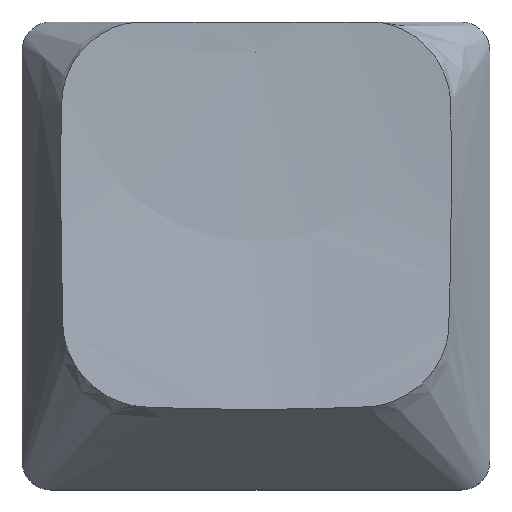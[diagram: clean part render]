
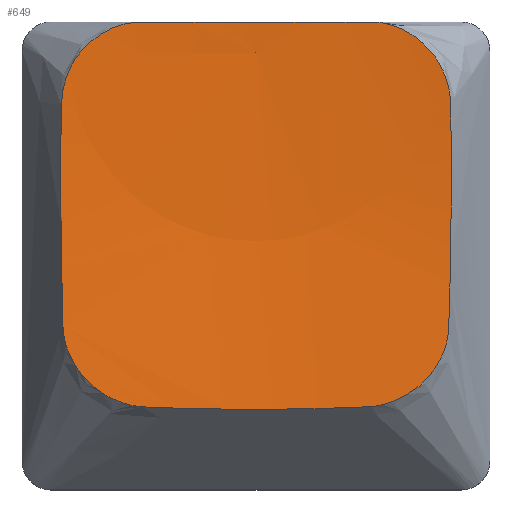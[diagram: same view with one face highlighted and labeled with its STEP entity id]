
A CAD part, top view. The second image highlights one B-rep face of the part: STEP entity #649.
In plain terms, the highlighted spherical face has radius 75 mm.
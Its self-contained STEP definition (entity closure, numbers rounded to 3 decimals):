
#17=SPHERICAL_SURFACE('',#701,75.);
#19=B_SPLINE_CURVE_WITH_KNOTS('',3,(#1122,#1123,#1124,#1125,#1126,#1127,
#1128,#1129,#1130,#1131,#1132,#1133,#1134,#1135,#1136,#1137,#1138,#1139,
#1140,#1141,#1142,#1143,#1144,#1145,#1146,#1147,#1148,#1149,#1150,#1151,
#1152,#1153,#1154,#1155,#1156,#1157,#1158,#1159,#1160,#1161,#1162,#1163,
#1164,#1165,#1166,#1167,#1168,#1169,#1170,#1171,#1172,#1173,#1174,#1175,
#1176,#1177,#1178,#1179,#1180,#1181,#1182,#1183,#1184,#1185,#1186),
 .UNSPECIFIED.,.F.,.F.,(4,3,2,2,2,2,2,2,2,2,2,2,2,2,2,2,2,2,2,2,2,2,2,2,
2,2,2,2,2,2,2,4),(-0.016,0.,0.092,0.167,
0.215,0.271,0.378,0.493,
0.657,1.075,1.145,1.404,1.629,
1.853,2.109,2.443,2.662,3.556,
4.579,4.784,4.96,5.077,5.236,
5.362,5.416,5.481,5.533,5.579,
5.6,5.642,5.73,5.747),
 .UNSPECIFIED.);
#20=B_SPLINE_CURVE_WITH_KNOTS('',3,(#1187,#1188,#1189,#1190,#1191,#1192,
#1193,#1194,#1195,#1196,#1197,#1198,#1199,#1200,#1201,#1202,#1203,#1204,
#1205,#1206,#1207,#1208),.UNSPECIFIED.,.F.,.F.,(4,2,2,2,2,2,2,2,2,2,4),
(5.747,5.775,5.82,5.909,5.958,
5.97,6.012,6.177,6.283,6.443,
6.493),.UNSPECIFIED.);
#26=CIRCLE('',#702,75.);
#67=FACE_OUTER_BOUND('',#105,.T.);
#105=EDGE_LOOP('',(#491,#492,#493,#494));
#296=VERTEX_POINT('',#1120);
#297=VERTEX_POINT('',#1121);
#298=VERTEX_POINT('',#1209);
#371=EDGE_CURVE('',#296,#297,#19,.T.);
#372=EDGE_CURVE('',#297,#296,#20,.T.);
#373=EDGE_CURVE('',#298,#297,#26,.T.);
#491=ORIENTED_EDGE('',*,*,#371,.F.);
#492=ORIENTED_EDGE('',*,*,#372,.F.);
#493=ORIENTED_EDGE('',*,*,#373,.F.);
#494=ORIENTED_EDGE('',*,*,#373,.T.);
#649=ADVANCED_FACE('',(#67),#17,.F.);
#701=AXIS2_PLACEMENT_3D('',#1119,#810,#811);
#702=AXIS2_PLACEMENT_3D('',#1210,#812,#813);
#810=DIRECTION('center_axis',(0.,0.,1.));
#811=DIRECTION('ref_axis',(1.,0.,0.));
#812=DIRECTION('center_axis',(0.,1.,0.));
#813=DIRECTION('ref_axis',(-1.,0.,0.));
#1119=CARTESIAN_POINT('Origin',(0.,7.072,78.008));
#1120=CARTESIAN_POINT('',(3.99,8.15,3.122));
#1121=CARTESIAN_POINT('',(-6.134,7.072,3.259));
#1122=CARTESIAN_POINT('Ctrl Pts',(3.99,8.15,3.122));
#1123=CARTESIAN_POINT('Ctrl Pts',(4.051,8.15,3.125));
#1124=CARTESIAN_POINT('Ctrl Pts',(4.109,8.148,3.128));
#1125=CARTESIAN_POINT('Ctrl Pts',(4.164,8.144,3.131));
#1126=CARTESIAN_POINT('Ctrl Pts',(4.469,8.122,3.148));
#1127=CARTESIAN_POINT('Ctrl Pts',(4.768,8.044,3.165));
#1128=CARTESIAN_POINT('Ctrl Pts',(5.276,7.817,3.197));
#1129=CARTESIAN_POINT('Ctrl Pts',(5.492,7.683,3.211));
#1130=CARTESIAN_POINT('Ctrl Pts',(5.814,7.421,3.234));
#1131=CARTESIAN_POINT('Ctrl Pts',(5.933,7.307,3.243));
#1132=CARTESIAN_POINT('Ctrl Pts',(6.168,7.04,3.262));
#1133=CARTESIAN_POINT('Ctrl Pts',(6.28,6.884,3.272));
#1134=CARTESIAN_POINT('Ctrl Pts',(6.562,6.403,3.298));
#1135=CARTESIAN_POINT('Ctrl Pts',(6.689,6.053,3.313));
#1136=CARTESIAN_POINT('Ctrl Pts',(6.804,5.296,3.337));
#1137=CARTESIAN_POINT('Ctrl Pts',(6.791,4.594,3.356));
#1138=CARTESIAN_POINT('Ctrl Pts',(6.803,3.626,3.395));
#1139=CARTESIAN_POINT('Ctrl Pts',(6.804,3.053,3.423));
#1140=CARTESIAN_POINT('Ctrl Pts',(6.798,1.016,3.548));
#1141=CARTESIAN_POINT('Ctrl Pts',(6.772,-0.457,3.68));
#1142=CARTESIAN_POINT('Ctrl Pts',(6.734,-2.179,3.886));
#1143=CARTESIAN_POINT('Ctrl Pts',(6.73,-2.375,3.911));
#1144=CARTESIAN_POINT('Ctrl Pts',(6.717,-2.727,3.955));
#1145=CARTESIAN_POINT('Ctrl Pts',(6.662,-3.004,3.987));
#1146=CARTESIAN_POINT('Ctrl Pts',(6.483,-3.499,4.04));
#1147=CARTESIAN_POINT('Ctrl Pts',(6.37,-3.719,4.062));
#1148=CARTESIAN_POINT('Ctrl Pts',(6.092,-4.128,4.099));
#1149=CARTESIAN_POINT('Ctrl Pts',(5.929,-4.315,4.115));
#1150=CARTESIAN_POINT('Ctrl Pts',(5.533,-4.672,4.14));
#1151=CARTESIAN_POINT('Ctrl Pts',(5.296,-4.833,4.148));
#1152=CARTESIAN_POINT('Ctrl Pts',(4.705,-5.125,4.155));
#1153=CARTESIAN_POINT('Ctrl Pts',(4.339,-5.23,4.15));
#1154=CARTESIAN_POINT('Ctrl Pts',(3.719,-5.279,4.125));
#1155=CARTESIAN_POINT('Ctrl Pts',(3.109,-5.293,4.099));
#1156=CARTESIAN_POINT('Ctrl Pts',(1.824,-5.332,4.056));
#1157=CARTESIAN_POINT('Ctrl Pts',(0.786,-5.346,4.04));
#1158=CARTESIAN_POINT('Ctrl Pts',(-1.445,-5.34,4.047));
#1159=CARTESIAN_POINT('Ctrl Pts',(-2.64,-5.315,4.076));
#1160=CARTESIAN_POINT('Ctrl Pts',(-4.078,-5.257,4.141));
#1161=CARTESIAN_POINT('Ctrl Pts',(-4.284,-5.245,4.15));
#1162=CARTESIAN_POINT('Ctrl Pts',(-5.016,-4.995,4.155));
#1163=CARTESIAN_POINT('Ctrl Pts',(-5.334,-4.819,4.148));
#1164=CARTESIAN_POINT('Ctrl Pts',(-5.8,-4.442,4.124));
#1165=CARTESIAN_POINT('Ctrl Pts',(-5.97,-4.27,4.111));
#1166=CARTESIAN_POINT('Ctrl Pts',(-6.319,-3.821,4.072));
#1167=CARTESIAN_POINT('Ctrl Pts',(-6.478,-3.53,4.044));
#1168=CARTESIAN_POINT('Ctrl Pts',(-6.668,-2.971,3.983));
#1169=CARTESIAN_POINT('Ctrl Pts',(-6.718,-2.712,3.953));
#1170=CARTESIAN_POINT('Ctrl Pts',(-6.731,-2.34,3.906));
#1171=CARTESIAN_POINT('Ctrl Pts',(-6.742,-1.834,3.842));
#1172=CARTESIAN_POINT('Ctrl Pts',(-6.772,-0.335,
3.678));
#1173=CARTESIAN_POINT('Ctrl Pts',(-6.786,0.491,3.602));
#1174=CARTESIAN_POINT('Ctrl Pts',(-6.802,1.987,3.487));
#1175=CARTESIAN_POINT('Ctrl Pts',(-6.805,2.657,3.445));
#1176=CARTESIAN_POINT('Ctrl Pts',(-6.8,3.921,3.381));
#1177=CARTESIAN_POINT('Ctrl Pts',(-6.793,4.518,3.358));
#1178=CARTESIAN_POINT('Ctrl Pts',(-6.773,5.39,3.333));
#1179=CARTESIAN_POINT('Ctrl Pts',(-6.77,5.468,3.331));
#1180=CARTESIAN_POINT('Ctrl Pts',(-6.746,5.705,3.324));
#1181=CARTESIAN_POINT('Ctrl Pts',(-6.717,5.864,3.319));
#1182=CARTESIAN_POINT('Ctrl Pts',(-6.586,6.338,3.301));
#1183=CARTESIAN_POINT('Ctrl Pts',(-6.442,6.642,3.286));
#1184=CARTESIAN_POINT('Ctrl Pts',(-6.214,6.97,3.266));
#1185=CARTESIAN_POINT('Ctrl Pts',(-6.175,7.022,3.263));
#1186=CARTESIAN_POINT('Ctrl Pts',(-6.134,7.072,3.259));
#1187=CARTESIAN_POINT('Ctrl Pts',(-6.134,7.072,3.259));
#1188=CARTESIAN_POINT('Ctrl Pts',(-6.069,7.154,3.254));
#1189=CARTESIAN_POINT('Ctrl Pts',(-5.999,7.233,3.249));
#1190=CARTESIAN_POINT('Ctrl Pts',(-5.802,7.433,3.234));
#1191=CARTESIAN_POINT('Ctrl Pts',(-5.667,7.547,3.224));
#1192=CARTESIAN_POINT('Ctrl Pts',(-5.243,7.845,3.195));
#1193=CARTESIAN_POINT('Ctrl Pts',(-4.929,7.992,3.175));
#1194=CARTESIAN_POINT('Ctrl Pts',(-4.408,8.121,3.145));
#1195=CARTESIAN_POINT('Ctrl Pts',(-4.216,8.147,3.134));
#1196=CARTESIAN_POINT('Ctrl Pts',(-3.98,8.15,3.122));
#1197=CARTESIAN_POINT('Ctrl Pts',(-3.933,8.15,3.119));
#1198=CARTESIAN_POINT('Ctrl Pts',(-3.667,8.15,3.105));
#1199=CARTESIAN_POINT('Ctrl Pts',(-3.458,8.15,3.095));
#1200=CARTESIAN_POINT('Ctrl Pts',(-2.417,8.15,3.05));
#1201=CARTESIAN_POINT('Ctrl Pts',(-1.582,8.15,3.028));
#1202=CARTESIAN_POINT('Ctrl Pts',(-0.21,8.15,3.014));
#1203=CARTESIAN_POINT('Ctrl Pts',(0.326,8.15,3.015));
#1204=CARTESIAN_POINT('Ctrl Pts',(1.682,8.15,3.03));
#1205=CARTESIAN_POINT('Ctrl Pts',(2.502,8.15,3.053));
#1206=CARTESIAN_POINT('Ctrl Pts',(3.583,8.15,3.101));
#1207=CARTESIAN_POINT('Ctrl Pts',(3.803,8.15,3.112));
#1208=CARTESIAN_POINT('Ctrl Pts',(3.99,8.15,3.122));
#1209=CARTESIAN_POINT('',(0.,7.072,3.008));
#1210=CARTESIAN_POINT('Origin',(0.,7.072,78.008));
